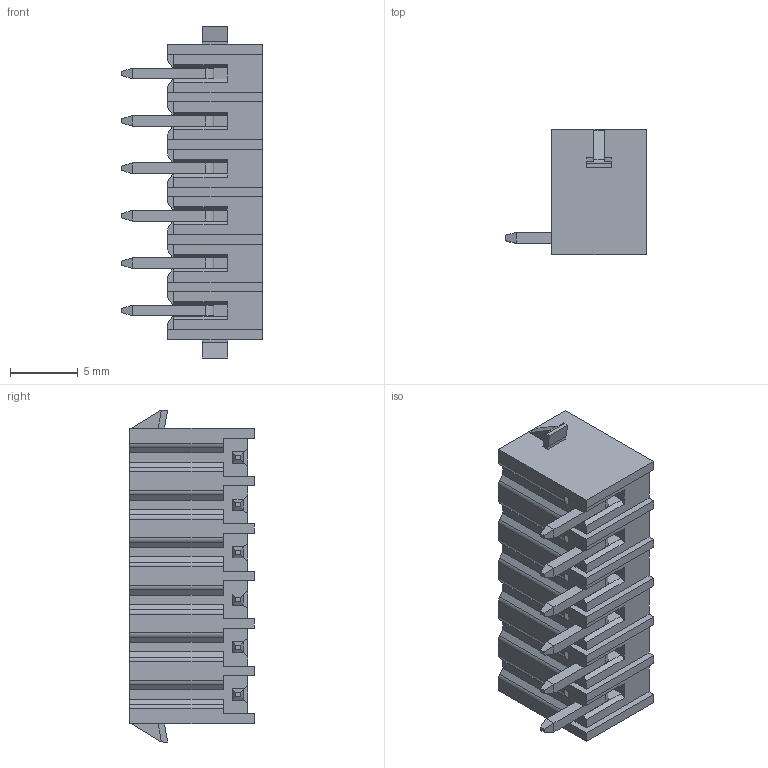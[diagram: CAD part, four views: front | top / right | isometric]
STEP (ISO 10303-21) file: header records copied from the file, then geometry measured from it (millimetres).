
FILE_DESCRIPTION((''),'2;1');
FILE_NAME('PRT0002','2024-10-12T',('sheji'),(''),'PRO/ENGINEER BY PARAMETRIC TECHNOLOGY CORPORATION, 2015240','PRO/ENGINEER BY PARAMETRIC TECHNOLOGY CORPORATION, 2015240','');
FILE_SCHEMA(('CONFIG_CONTROL_DESIGN'));
Length unit declared in the file: millimetre
Products named in the file (1): PRT0002
Bounding box: 10.4 x 9.2 x 24.5 mm (x, y, z)
Volume: 638.6 mm3; surface area: 2024.3 mm2
Topology: 7 solids, 7 shells, 400 faces, 1062 edges, 696 vertices
Faces by surface type: plane 326, cylinder 62, cone 12
Entity records: 12330 total; most frequent: CARTESIAN_POINT 2344, ORIENTED_EDGE 2124, DIRECTION 1930, EDGE_CURVE 1062, VECTOR 898, LINE 898, VERTEX_POINT 696, AXIS2_PLACEMENT_3D 516
